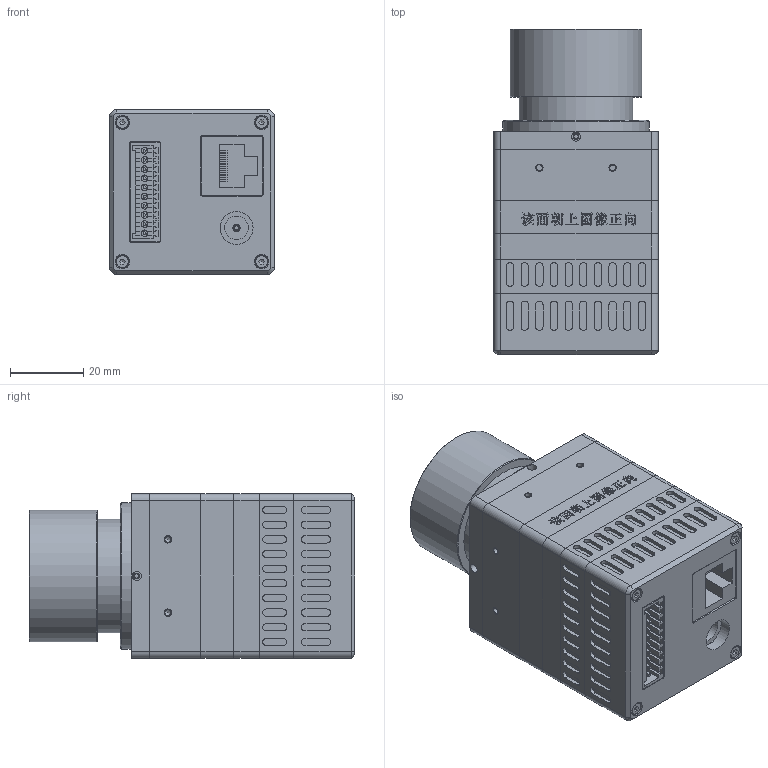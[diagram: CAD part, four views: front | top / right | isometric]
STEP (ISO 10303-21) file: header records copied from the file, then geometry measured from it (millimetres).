
FILE_DESCRIPTION (( 'STEP AP203' ), '1' );
FILE_NAME ('680140.STEP', '2025-04-17T01:35:07', ( 'Windows User' ), ( 'P R C' ), 'SwSTEP 2.0', 'SolidWorks 2020', '' );
FILE_SCHEMA (( 'CONFIG_CONTROL_DESIGN' ));
Length unit declared in the file: millimetre
Products named in the file (1): 680140
Bounding box: 45 x 88.83 x 45 mm (x, y, z)
Surface area: 76540.2 mm2 (no closed solid volume)
Topology: 0 solids, 76 shells, 2990 faces, 7787 edges, 5208 vertices
Faces by surface type: plane 1957, cylinder 897, cone 91, bspline 45
Full cylindrical faces by diameter (mm): 0.46 x36, 0.65 x10, 0.7 x41, 0.74 x4, 0.8 x6, 1 x5, 1.1 x4, 1.2 x1, 1.25 x8, 1.4 x2, 1.5 x5, 1.55 x4, 1.6 x27, 1.7 x6, 1.8 x10, 2 x29, 2.2 x32, 2.406 x1, 2.408 x2, 2.434 x1, 2.5 x6, 3 x4, 3.2 x2, 3.5 x8, 3.6 x8, 4 x8, 6.4 x1, 9 x1, 16.8 x1, 17.5 x1
Entity records: 93442 total; most frequent: CARTESIAN_POINT 22340, ORIENTED_EDGE 14503, DIRECTION 13731, EDGE_CURVE 7294, VERTEX_POINT 5107, LINE 4965, VECTOR 4965, AXIS2_PLACEMENT_3D 4383
